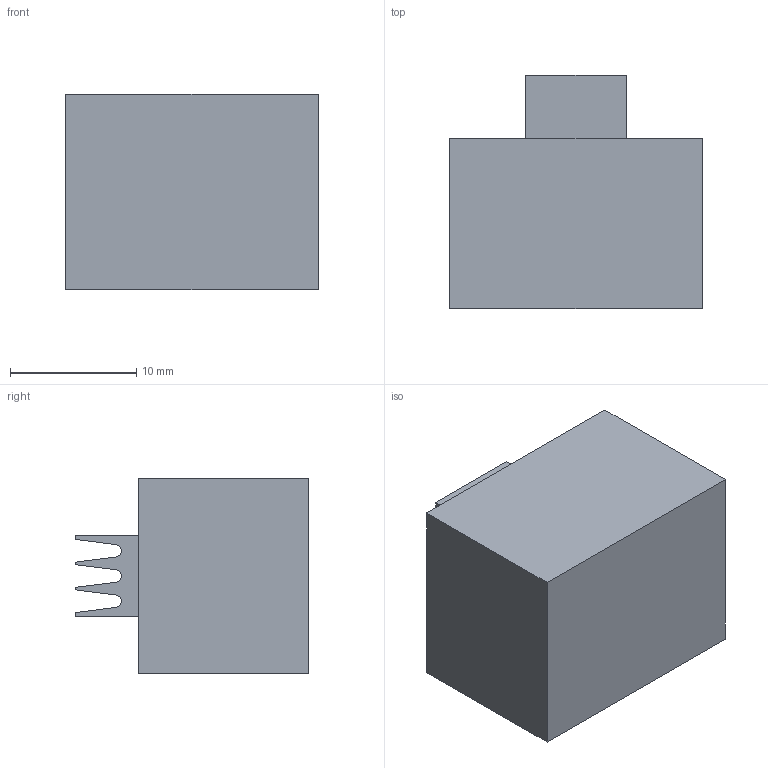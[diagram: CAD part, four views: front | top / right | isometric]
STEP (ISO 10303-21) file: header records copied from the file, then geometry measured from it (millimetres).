
FILE_DESCRIPTION (( 'STEP AP214' ), '1' );
FILE_NAME ('1098-A1P-A.STEP', '2013-05-15T14:47:40', ( '3DAssist' ), ( '' ), 'SwSTEP 2.0', 'SolidWorks 2013', '' );
FILE_SCHEMA (( 'AUTOMOTIVE_DESIGN' ));
Length unit declared in the file: millimetre
Products named in the file (1): 1098-A1P-A
Bounding box: 20 x 18.5 x 15.5 mm (x, y, z)
Volume: 4329.4 mm3; surface area: 1841.5 mm2
Topology: 1 solids, 1 shells, 23 faces, 60 edges, 40 vertices
Faces by surface type: plane 20, cylinder 3
Entity records: 734 total; most frequent: CARTESIAN_POINT 124, ORIENTED_EDGE 120, DIRECTION 114, EDGE_CURVE 60, LINE 54, VECTOR 54, VERTEX_POINT 40, AXIS2_PLACEMENT_3D 30
